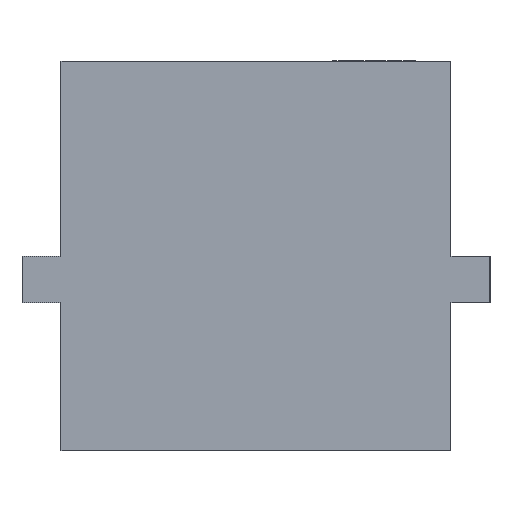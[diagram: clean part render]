
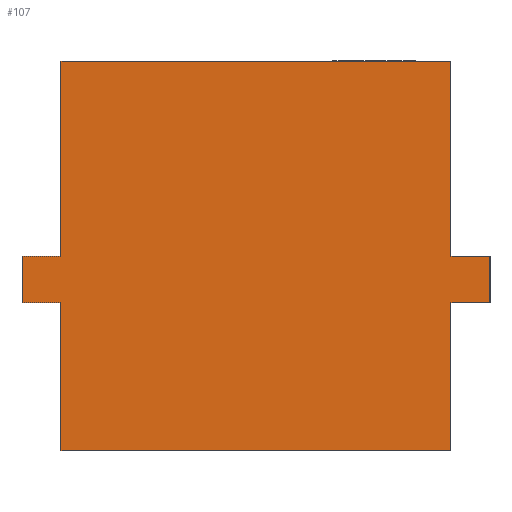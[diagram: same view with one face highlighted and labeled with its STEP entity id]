
A CAD part, left-side view. The second image highlights one B-rep face of the part: STEP entity #107.
In plain terms, the highlighted planar face has unit normal (-1, 0, 0).
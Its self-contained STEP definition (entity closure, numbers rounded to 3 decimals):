
#107=ADVANCED_FACE('',(#210),#211,.F.);
#210=FACE_OUTER_BOUND('',#304,.T.);
#211=PLANE('',#305);
#304=EDGE_LOOP('',(#553,#554,#555,#556,#557,#558,#559,#560,#561,#562,#563,#564));
#305=AXIS2_PLACEMENT_3D('',#565,#566,#567);
#553=ORIENTED_EDGE('',*,*,#668,.T.);
#554=ORIENTED_EDGE('',*,*,#633,.T.);
#555=ORIENTED_EDGE('',*,*,#637,.T.);
#556=ORIENTED_EDGE('',*,*,#641,.T.);
#557=ORIENTED_EDGE('',*,*,#645,.T.);
#558=ORIENTED_EDGE('',*,*,#649,.T.);
#559=ORIENTED_EDGE('',*,*,#629,.T.);
#560=ORIENTED_EDGE('',*,*,#654,.T.);
#561=ORIENTED_EDGE('',*,*,#657,.T.);
#562=ORIENTED_EDGE('',*,*,#660,.T.);
#563=ORIENTED_EDGE('',*,*,#663,.T.);
#564=ORIENTED_EDGE('',*,*,#666,.T.);
#565=CARTESIAN_POINT('',(-11.,0.0,0.545));
#566=DIRECTION('',(1.0,0.,0.));
#567=DIRECTION('',(0.,0.,1.0));
#629=EDGE_CURVE('',#766,#764,#767,.T.);
#633=EDGE_CURVE('',#772,#770,#773,.T.);
#637=EDGE_CURVE('',#770,#776,#778,.T.);
#641=EDGE_CURVE('',#776,#782,#784,.T.);
#645=EDGE_CURVE('',#782,#788,#790,.T.);
#649=EDGE_CURVE('',#788,#766,#795,.T.);
#654=EDGE_CURVE('',#764,#799,#801,.T.);
#657=EDGE_CURVE('',#799,#803,#805,.T.);
#660=EDGE_CURVE('',#803,#807,#809,.T.);
#663=EDGE_CURVE('',#807,#811,#813,.T.);
#666=EDGE_CURVE('',#811,#815,#817,.T.);
#668=EDGE_CURVE('',#815,#772,#819,.T.);
#764=VERTEX_POINT('',#956);
#766=VERTEX_POINT('',#959);
#767=LINE('',#960,#961);
#770=VERTEX_POINT('',#965);
#772=VERTEX_POINT('',#968);
#773=LINE('',#969,#970);
#776=VERTEX_POINT('',#974);
#778=LINE('',#977,#978);
#782=VERTEX_POINT('',#983);
#784=LINE('',#986,#987);
#788=VERTEX_POINT('',#992);
#790=LINE('',#995,#996);
#795=LINE('',#1003,#1004);
#799=VERTEX_POINT('',#1009);
#801=LINE('',#1012,#1013);
#803=VERTEX_POINT('',#1015);
#805=LINE('',#1018,#1019);
#807=VERTEX_POINT('',#1021);
#809=LINE('',#1024,#1025);
#811=VERTEX_POINT('',#1027);
#813=LINE('',#1030,#1031);
#815=VERTEX_POINT('',#1033);
#817=LINE('',#1036,#1037);
#819=LINE('',#1039,#1040);
#956=CARTESIAN_POINT('',(-11.,6.0,0.6));
#959=CARTESIAN_POINT('',(-11.,5.0,0.6));
#960=CARTESIAN_POINT('',(-11.,5.0,0.6));
#961=VECTOR('',#1098,1.0);
#965=CARTESIAN_POINT('',(-11.,-6.0,0.6));
#968=CARTESIAN_POINT('',(-11.,-6.0,-0.6));
#969=CARTESIAN_POINT('',(-11.,-6.0,-0.6));
#970=VECTOR('',#1101,1.0);
#974=CARTESIAN_POINT('',(-11.,-5.0,0.6));
#977=CARTESIAN_POINT('',(-11.,-6.0,0.6));
#978=VECTOR('',#1104,1.0);
#983=CARTESIAN_POINT('',(-11.,-5.0,5.6));
#986=CARTESIAN_POINT('',(-11.,-5.0,0.6));
#987=VECTOR('',#1107,1.0);
#992=CARTESIAN_POINT('',(-11.,5.0,5.6));
#995=CARTESIAN_POINT('',(-11.,-5.0,5.6));
#996=VECTOR('',#1110,1.0);
#1003=CARTESIAN_POINT('',(-11.,5.0,5.6));
#1004=VECTOR('',#1113,1.0);
#1009=CARTESIAN_POINT('',(-11.,6.0,-0.6));
#1012=CARTESIAN_POINT('',(-11.,6.0,0.6));
#1013=VECTOR('',#1116,1.0);
#1015=CARTESIAN_POINT('',(-11.,5.0,-0.6));
#1018=CARTESIAN_POINT('',(-11.,6.0,-0.6));
#1019=VECTOR('',#1118,1.0);
#1021=CARTESIAN_POINT('',(-11.,5.0,-4.4));
#1024=CARTESIAN_POINT('',(-11.,5.0,-0.6));
#1025=VECTOR('',#1120,1.0);
#1027=CARTESIAN_POINT('',(-11.,-5.0,-4.4));
#1030=CARTESIAN_POINT('',(-11.,5.0,-4.4));
#1031=VECTOR('',#1122,1.0);
#1033=CARTESIAN_POINT('',(-11.,-5.0,-0.6));
#1036=CARTESIAN_POINT('',(-11.,-5.0,-4.4));
#1037=VECTOR('',#1124,1.0);
#1039=CARTESIAN_POINT('',(-11.,-5.0,-0.6));
#1040=VECTOR('',#1125,1.0);
#1098=DIRECTION('',(0.0,1.0,0.));
#1101=DIRECTION('',(0.,0.,1.0));
#1104=DIRECTION('',(0.0,1.0,0.));
#1107=DIRECTION('',(0.,0.,1.0));
#1110=DIRECTION('',(0.0,1.0,0.));
#1113=DIRECTION('',(0.,0.,-1.0));
#1116=DIRECTION('',(0.,0.,-1.0));
#1118=DIRECTION('',(0.0,-1.0,0.));
#1120=DIRECTION('',(0.,0.,-1.0));
#1122=DIRECTION('',(0.0,-1.0,0.));
#1124=DIRECTION('',(0.,0.,1.0));
#1125=DIRECTION('',(0.0,-1.0,0.));
